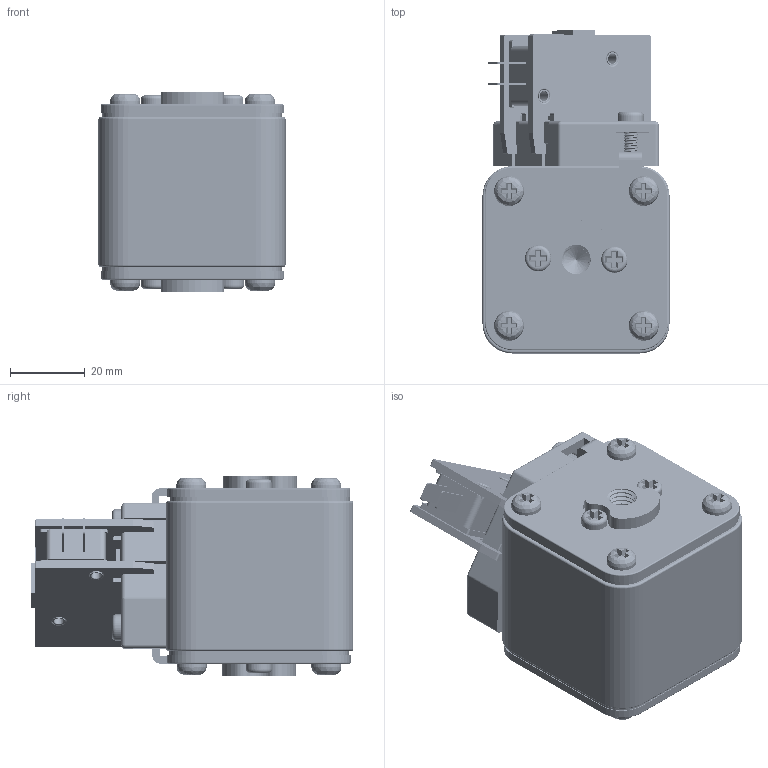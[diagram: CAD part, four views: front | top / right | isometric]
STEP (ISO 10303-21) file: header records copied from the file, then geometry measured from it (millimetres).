
FILE_DESCRIPTION(/* description */ (''),/* implementation_level */ '2;1');
FILE_NAME(/* name */ 'CDRSM-400D.prt.stp',/* time_stamp */ '2025-03-14T12:29:39+08:00',/* author */ (''),/* organization */ (''),/* preprocessor_version */ 'ST-DEVELOPER v16',/* originating_system */ 'SIEMENS PLM Software NX 10.0',/* authorisation */ '');
FILE_SCHEMA (('CONFIG_CONTROL_DESIGN'));
Products named in the file (1): CDRSM-400D
Bounding box: 50 x 86.29 x 53.6 mm (x, y, z)
Volume: 40074.6 mm3; surface area: 61827.1 mm2
Topology: 28 solids, 29 shells, 1092 faces, 2898 edges, 1903 vertices
Faces by surface type: plane 633, cylinder 283, bspline 92, torus 51, cone 27, sphere 6
Full cylindrical faces by diameter (mm): 1.5 x1, 2.6 x2, 3 x2, 3.5 x11, 4.2 x1, 5 x26, 7 x7, 8 x8, 10 x1, 11 x1, 14.6 x1, 16 x1, 28 x2, 39 x1
Entity records: 140672 total; most frequent: CARTESIAN_POINT 115058, ORIENTED_EDGE 5404, DIRECTION 4819, EDGE_CURVE 2702, VERTEX_POINT 1841, AXIS2_PLACEMENT_3D 1695, LINE 1429, VECTOR 1429
